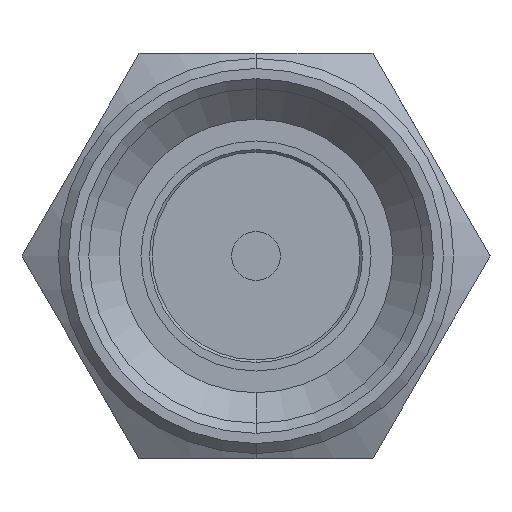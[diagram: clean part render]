
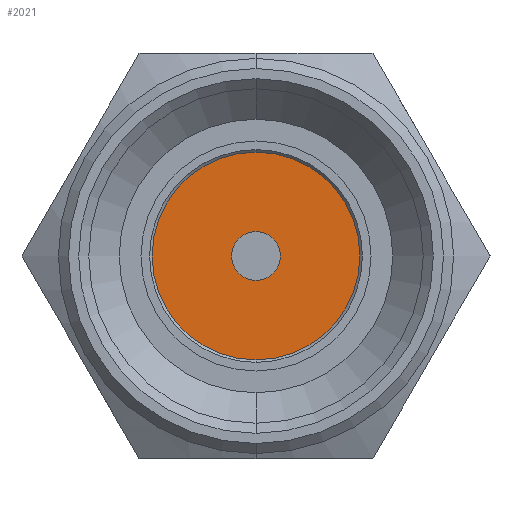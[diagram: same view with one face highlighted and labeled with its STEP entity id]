
A CAD part, left-side view. The second image highlights one B-rep face of the part: STEP entity #2021.
In plain terms, the highlighted planar face has unit normal (-1, 0, 0).
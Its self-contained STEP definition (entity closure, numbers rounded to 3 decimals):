
#22 = CARTESIAN_POINT ( 'NONE',  ( 2.95, 0., -0.48 ) ) ;
#67 = VERTEX_POINT ( 'NONE', #22 ) ;
#87 = FACE_OUTER_BOUND ( 'NONE', #1047, .T. ) ;
#89 = AXIS2_PLACEMENT_3D ( 'NONE', #1861, #961, #2019 ) ;
#113 = CARTESIAN_POINT ( 'NONE',  ( 2.95, 0., 0. ) ) ;
#280 = DIRECTION ( 'NONE',  ( 0., 0., 1. ) ) ;
#293 = CIRCLE ( 'NONE', #684, 0.48 ) ;
#433 = CARTESIAN_POINT ( 'NONE',  ( 2.95, 0., 2.05 ) ) ;
#490 = CARTESIAN_POINT ( 'NONE',  ( 2.95, 0., -2.05 ) ) ;
#501 = AXIS2_PLACEMENT_3D ( 'NONE', #1434, #507, #1583 ) ;
#507 = DIRECTION ( 'NONE',  ( -1., 0., 0. ) ) ;
#517 = ORIENTED_EDGE ( 'NONE', *, *, #747, .T. ) ;
#560 = AXIS2_PLACEMENT_3D ( 'NONE', #1806, #898, #1961 ) ;
#576 = VERTEX_POINT ( 'NONE', #433 ) ;
#605 = CIRCLE ( 'NONE', #939, 2.05 ) ;
#672 = ORIENTED_EDGE ( 'NONE', *, *, #1635, .F. ) ;
#684 = AXIS2_PLACEMENT_3D ( 'NONE', #113, #1218, #280 ) ;
#747 = EDGE_CURVE ( 'NONE', #576, #1133, #1521, .T. ) ;
#854 = DIRECTION ( 'NONE',  ( -1., 0., 0. ) ) ;
#868 = ORIENTED_EDGE ( 'NONE', *, *, #1910, .F. ) ;
#884 = EDGE_LOOP ( 'NONE', ( #868, #672 ) ) ;
#898 = DIRECTION ( 'NONE',  ( -1., 0., 0. ) ) ;
#939 = AXIS2_PLACEMENT_3D ( 'NONE', #1757, #854, #1917 ) ;
#961 = DIRECTION ( 'NONE',  ( -1., 0., 0. ) ) ;
#1047 = EDGE_LOOP ( 'NONE', ( #517, #1114 ) ) ;
#1114 = ORIENTED_EDGE ( 'NONE', *, *, #1739, .T. ) ;
#1118 = CIRCLE ( 'NONE', #501, 0.48 ) ;
#1133 = VERTEX_POINT ( 'NONE', #490 ) ;
#1218 = DIRECTION ( 'NONE',  ( -1., 0., 0. ) ) ;
#1434 = CARTESIAN_POINT ( 'NONE',  ( 2.95, 0., 0. ) ) ;
#1447 = FACE_BOUND ( 'NONE', #884, .T. ) ;
#1521 = CIRCLE ( 'NONE', #560, 2.05 ) ;
#1583 = DIRECTION ( 'NONE',  ( 0., 0., 1. ) ) ;
#1635 = EDGE_CURVE ( 'NONE', #67, #1955, #1118, .T. ) ;
#1739 = EDGE_CURVE ( 'NONE', #1133, #576, #605, .T. ) ;
#1757 = CARTESIAN_POINT ( 'NONE',  ( 2.95, 0., 0. ) ) ;
#1806 = CARTESIAN_POINT ( 'NONE',  ( 2.95, 0., 0. ) ) ;
#1861 = CARTESIAN_POINT ( 'NONE',  ( 2.95, 0., 0. ) ) ;
#1865 = PLANE ( 'NONE',  #89 ) ;
#1910 = EDGE_CURVE ( 'NONE', #1955, #67, #293, .T. ) ;
#1917 = DIRECTION ( 'NONE',  ( 0., 0., 1. ) ) ;
#1955 = VERTEX_POINT ( 'NONE', #2009 ) ;
#1961 = DIRECTION ( 'NONE',  ( 0., 0., 1. ) ) ;
#2009 = CARTESIAN_POINT ( 'NONE',  ( 2.95, 0., 0.48 ) ) ;
#2019 = DIRECTION ( 'NONE',  ( 0., 0., 1. ) ) ;
#2021 = ADVANCED_FACE ( 'NONE', ( #87, #1447 ), #1865, .T. ) ;
